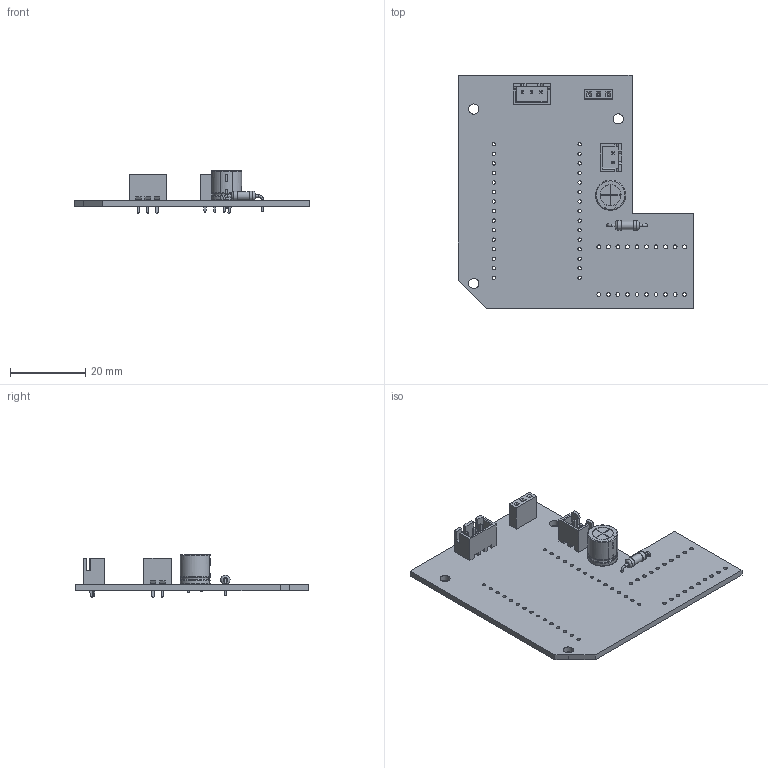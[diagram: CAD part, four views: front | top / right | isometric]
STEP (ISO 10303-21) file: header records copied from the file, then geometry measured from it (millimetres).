
FILE_DESCRIPTION(('KiCad electronic assembly'),'2;1');
FILE_NAME('wordclock_mainPCB.step','2021-02-15T19:19:11',('An Author'),( 'A Company'),'Open CASCADE STEP processor 6.9', 'KiCad to STEP converter','Unknown');
FILE_SCHEMA(('AUTOMOTIVE_DESIGN { 1 0 10303 214 1 1 1 1 }'));
Length unit declared in the file: millimetre
Products named in the file (12): Open CASCADE STEP translator 6.9 1; R_Axial_DIN0207_L6.3mm_D2.5mm_P10.16mm_Horizontal; SOLID; JST_XH_B2B-XH-A_1x02_P2.50mm_Vertical; JST_XH_B3B-XH-A_1x03_P2.50mm_Vertical; PinSocket_1x03_P2.54mm_Vertical; CP_Radial_D8.0mm_P3.50mm; COMPOUND
Assembly tree (11 placements, depth 3):
  Open CASCADE STEP translator 6.9 1
    R_Axial_DIN0207_L6.3mm_D2.5mm_P10.16mm_Horizontal
      SOLID
    JST_XH_B2B-XH-A_1x02_P2.50mm_Vertical
      SOLID
    JST_XH_B3B-XH-A_1x03_P2.50mm_Vertical
      SOLID
    PinSocket_1x03_P2.54mm_Vertical
      SOLID
    CP_Radial_D8.0mm_P3.50mm
      SOLID
    COMPOUND
Bounding box: 62.87 x 62.23 x 11.4 mm (x, y, z)
Volume: 6049.4 mm3; surface area: 8758.9 mm2
Topology: 6 solids, 7 shells, 456 faces, 1195 edges, 779 vertices
Faces by surface type: plane 341, cylinder 95, bspline 8, torus 6, revolution 6
Full cylindrical faces by diameter (mm): 0.5 x2, 0.6 x4, 0.8 x4, 0.889 x30, 0.95 x3, 1 x5, 1.016 x20, 2.25 x1, 2.5 x2, 2.7 x3
Entity records: 34765 total; most frequent: CARTESIAN_POINT 7713, DIRECTION 4470, LINE 3082, VECTOR 3082, ORIENTED_EDGE 2390, PCURVE 2390, DEFINITIONAL_REPRESENTATION 2390, EDGE_CURVE 1195
